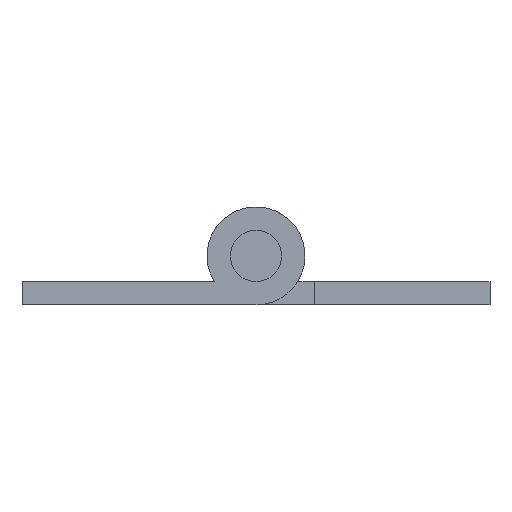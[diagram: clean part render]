
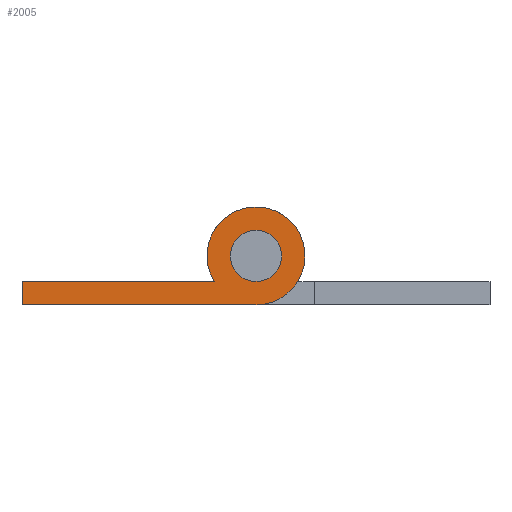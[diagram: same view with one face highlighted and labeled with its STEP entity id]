
A CAD part, front view. The second image highlights one B-rep face of the part: STEP entity #2005.
In plain terms, the highlighted planar face has unit normal (0, -1, 0).
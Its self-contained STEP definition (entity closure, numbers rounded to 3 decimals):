
#809 = CARTESIAN_POINT ( 'NONE',  ( -2.857, -125., -1.75 ) ) ;
#810 = LINE ( 'NONE', #809, #1498 ) ;
#894 = CARTESIAN_POINT ( 'NONE',  ( -2.857, -125., -1.75 ) ) ;
#895 = DIRECTION ( 'NONE',  ( 0., 0., 1. ) ) ;
#896 = DIRECTION ( 'NONE',  ( 0., 1., 0. ) ) ;
#897 = CARTESIAN_POINT ( 'NONE',  ( 0., -125., 0. ) ) ;
#898 = AXIS2_PLACEMENT_3D ( 'NONE', #897, #896, #895 ) ;
#899 = CIRCLE ( 'NONE', #898, 3.35 ) ;
#1050 = CARTESIAN_POINT ( 'NONE',  ( 0., -125., 1.75 ) ) ;
#1498 = VECTOR ( 'NONE', #1499, 1000. ) ;
#1499 = DIRECTION ( 'NONE',  ( 1., 0., 0. ) ) ;
#1759 = EDGE_CURVE ( 'NONE', #1760, #2136, #2503, .T. ) ;
#1760 = VERTEX_POINT ( 'NONE', #2498 ) ;
#2005 = ADVANCED_FACE ( 'NONE', ( #3105, #3104 ), #3103, .F. ) ;
#2006 = EDGE_LOOP ( 'NONE', ( #2011, #2015, #2176, #2179 ) ) ;
#2011 = ORIENTED_EDGE ( 'NONE', *, *, #2012, .F. ) ;
#2012 = EDGE_CURVE ( 'NONE', #2013, #2014, #3297, .T. ) ;
#2013 = VERTEX_POINT ( 'NONE', #3298 ) ;
#2014 = VERTEX_POINT ( 'NONE', #3293 ) ;
#2015 = ORIENTED_EDGE ( 'NONE', *, *, #2016, .F. ) ;
#2016 = EDGE_CURVE ( 'NONE', #2017, #2013, #3285, .T. ) ;
#2017 = VERTEX_POINT ( 'NONE', #3299 ) ;
#2062 = ORIENTED_EDGE ( 'NONE', *, *, #2063, .T. ) ;
#2063 = EDGE_CURVE ( 'NONE', #2136, #1760, #3318, .T. ) ;
#2136 = VERTEX_POINT ( 'NONE', #1050 ) ;
#2176 = ORIENTED_EDGE ( 'NONE', *, *, #2177, .F. ) ;
#2177 = EDGE_CURVE ( 'NONE', #2178, #2017, #899, .T. ) ;
#2178 = VERTEX_POINT ( 'NONE', #894 ) ;
#2179 = ORIENTED_EDGE ( 'NONE', *, *, #2180, .F. ) ;
#2180 = EDGE_CURVE ( 'NONE', #2014, #2178, #810, .T. ) ;
#2181 = EDGE_LOOP ( 'NONE', ( #2182, #2062 ) ) ;
#2182 = ORIENTED_EDGE ( 'NONE', *, *, #1759, .T. ) ;
#2498 = CARTESIAN_POINT ( 'NONE',  ( 0., -125., -1.75 ) ) ;
#2499 = DIRECTION ( 'NONE',  ( 0., 0., 1. ) ) ;
#2500 = DIRECTION ( 'NONE',  ( 0., 1., 0. ) ) ;
#2501 = CARTESIAN_POINT ( 'NONE',  ( 0., -125., 0. ) ) ;
#2502 = AXIS2_PLACEMENT_3D ( 'NONE', #2501, #2500, #2499 ) ;
#2503 = CIRCLE ( 'NONE', #2502, 1.75 ) ;
#3099 = DIRECTION ( 'NONE',  ( 0., 0., 1. ) ) ;
#3100 = DIRECTION ( 'NONE',  ( 0., 1., 0. ) ) ;
#3101 = CARTESIAN_POINT ( 'NONE',  ( 0., -125., 0. ) ) ;
#3102 = AXIS2_PLACEMENT_3D ( 'NONE', #3101, #3100, #3099 ) ;
#3103 = PLANE ( 'NONE',  #3102 ) ;
#3104 = FACE_BOUND ( 'NONE', #2181, .T. ) ;
#3105 = FACE_OUTER_BOUND ( 'NONE', #2006, .T. ) ;
#3285 = LINE ( 'NONE', #3286, #3287 ) ;
#3286 = CARTESIAN_POINT ( 'NONE',  ( -16., -125., -3.35 ) ) ;
#3287 = VECTOR ( 'NONE', #3288, 1000. ) ;
#3288 = DIRECTION ( 'NONE',  ( -1., 0., 0. ) ) ;
#3293 = CARTESIAN_POINT ( 'NONE',  ( -16., -125., -1.75 ) ) ;
#3294 = DIRECTION ( 'NONE',  ( 0., 0., 1. ) ) ;
#3295 = VECTOR ( 'NONE', #3294, 1000. ) ;
#3296 = CARTESIAN_POINT ( 'NONE',  ( -16., -125., -1.75 ) ) ;
#3297 = LINE ( 'NONE', #3296, #3295 ) ;
#3298 = CARTESIAN_POINT ( 'NONE',  ( -16., -125., -3.35 ) ) ;
#3299 = CARTESIAN_POINT ( 'NONE',  ( 0., -125., -3.35 ) ) ;
#3314 = DIRECTION ( 'NONE',  ( 0., 0., 1. ) ) ;
#3315 = DIRECTION ( 'NONE',  ( 0., 1., 0. ) ) ;
#3316 = CARTESIAN_POINT ( 'NONE',  ( 0., -125., 0. ) ) ;
#3317 = AXIS2_PLACEMENT_3D ( 'NONE', #3316, #3315, #3314 ) ;
#3318 = CIRCLE ( 'NONE', #3317, 1.75 ) ;
